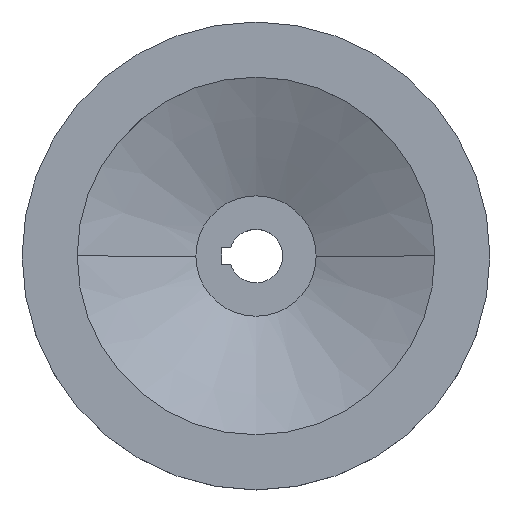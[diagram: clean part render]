
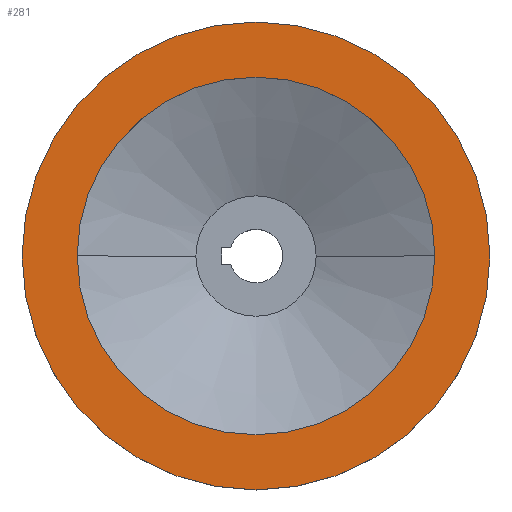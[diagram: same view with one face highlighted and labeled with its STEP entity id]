
A CAD part, top view. The second image highlights one B-rep face of the part: STEP entity #281.
In plain terms, the highlighted planar face has unit normal (0, 0, 1).
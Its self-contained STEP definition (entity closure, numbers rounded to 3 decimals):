
#139=VERTEX_POINT('',#363);
#143=EDGE_CURVE('',#189,#209,#367,.T.);
#149=EDGE_CURVE('',#285,#139,#373,.T.);
#189=VERTEX_POINT('',#421);
#209=VERTEX_POINT('',#444);
#245=EDGE_CURVE('',#139,#285,#485,.T.);
#281=ADVANCED_FACE('',(#524,#525),#526,.T.);
#285=VERTEX_POINT('',#530);
#329=EDGE_CURVE('',#209,#189,#578,.T.);
#363=CARTESIAN_POINT('',(53.5,0.,36.0));
#367=CIRCLE('',#614,70.0);
#373=CIRCLE('',#624,53.5);
#421=CARTESIAN_POINT('',(70.0,0.,36.0));
#444=CARTESIAN_POINT('',(-70.0,0.,36.0));
#485=CIRCLE('',#768,53.5);
#524=FACE_OUTER_BOUND('',#819,.T.);
#525=FACE_BOUND('',#820,.T.);
#526=PLANE('',#821);
#530=CARTESIAN_POINT('',(-53.5,0.,36.0));
#578=CIRCLE('',#888,70.0);
#614=AXIS2_PLACEMENT_3D('',#921,#922,#923);
#624=AXIS2_PLACEMENT_3D('',#928,#929,#930);
#768=AXIS2_PLACEMENT_3D('',#1084,#1085,#1086);
#819=EDGE_LOOP('',(#1122,#1123));
#820=EDGE_LOOP('',(#1124,#1125));
#821=AXIS2_PLACEMENT_3D('',#1126,#1127,#1128);
#888=AXIS2_PLACEMENT_3D('',#1178,#1179,#1180);
#921=CARTESIAN_POINT('',(0.,0.,36.0));
#922=DIRECTION('',(-0.0,0.0,-1.0));
#923=DIRECTION('',(-1.0,0.,0.0));
#928=CARTESIAN_POINT('',(0.,0.,36.0));
#929=DIRECTION('',(-0.0,0.0,-1.0));
#930=DIRECTION('',(-1.0,0.,0.0));
#1084=CARTESIAN_POINT('',(0.,0.,36.0));
#1085=DIRECTION('',(-0.0,0.0,-1.0));
#1086=DIRECTION('',(-1.0,0.,0.0));
#1122=ORIENTED_EDGE('',*,*,#329,.F.);
#1123=ORIENTED_EDGE('',*,*,#143,.F.);
#1124=ORIENTED_EDGE('',*,*,#149,.T.);
#1125=ORIENTED_EDGE('',*,*,#245,.T.);
#1126=CARTESIAN_POINT('',(-61.75,0.,36.0));
#1127=DIRECTION('',(0.0,0.0,1.0));
#1128=DIRECTION('',(-1.0,0.,0.0));
#1178=CARTESIAN_POINT('',(0.,0.,36.0));
#1179=DIRECTION('',(-0.0,0.0,-1.0));
#1180=DIRECTION('',(-1.0,0.,0.0));
